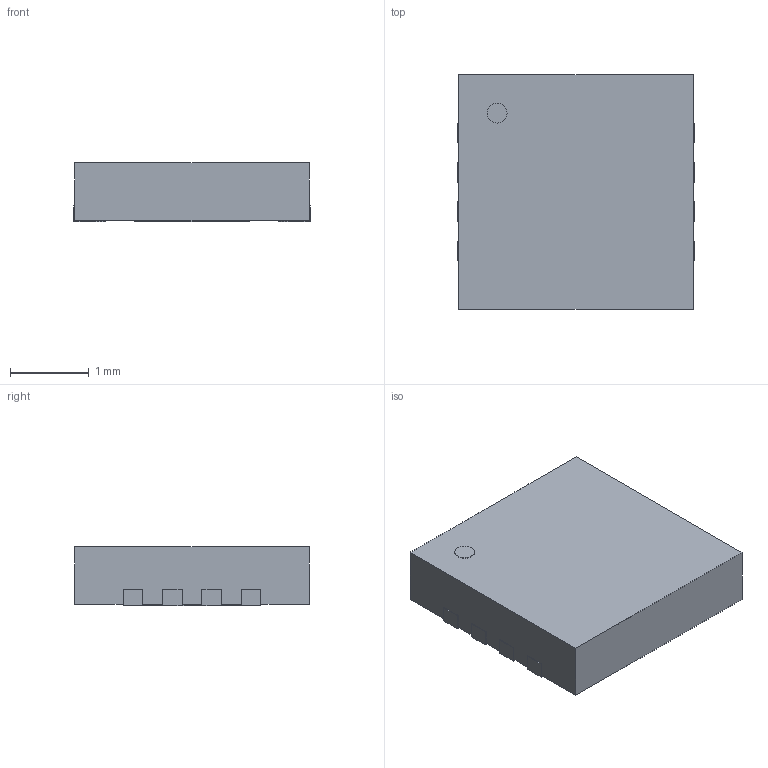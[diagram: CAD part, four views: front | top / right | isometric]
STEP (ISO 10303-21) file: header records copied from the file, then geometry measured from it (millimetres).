
FILE_DESCRIPTION(/* description */ ('model of LFCSP-8-1EP_3x3mm_P0.5mm_EP1.45x1.74mm'),/* implementation_level */ '2;1');
FILE_NAME(/* name */ 'LFCSP-8-1EP_3x3mm_P0.5mm_EP1.45x1.74mm.step',/* time_stamp */ '2023-01-04T11:48:13',/* author */ ('KiCAD','kicad'),/* organization */ ('OCCT'),/* preprocessor_version */ '',/* originating_system */ 'KiCAD',/* authorisation */ '');
FILE_SCHEMA(('AUTOMOTIVE_DESIGN { 1 0 10303 214 1 1 1 1 }'));
Length unit declared in the file: millimetre
Products named in the file (9): CQ assembly; b90dc85a-8c68-11ed-89d9-acde48001122; b90dc85a-8c68-11ed-89d9-acde48001122_part; b90dcca6-8c68-11ed-89d9-acde48001122; b90dcca6-8c68-11ed-89d9-acde48001122_part; b90dcdfa-8c68-11ed-89d9-acde48001122; b90dcdfa-8c68-11ed-89d9-acde48001122_part; b90dcec2-8c68-11ed-89d9-acde48001122; b90dcec2-8c68-11ed-89d9-acde48001122_part
Assembly tree (8 placements, depth 4):
  CQ assembly
    b90dc85a-8c68-11ed-89d9-acde48001122
      b90dc85a-8c68-11ed-89d9-acde48001122_part
      b90dcca6-8c68-11ed-89d9-acde48001122
        b90dcca6-8c68-11ed-89d9-acde48001122_part
      b90dcdfa-8c68-11ed-89d9-acde48001122
        b90dcdfa-8c68-11ed-89d9-acde48001122_part
      b90dcec2-8c68-11ed-89d9-acde48001122
        b90dcec2-8c68-11ed-89d9-acde48001122_part
Bounding box: 3 x 2.98 x 0.76 mm (x, y, z)
Volume: 6.6 mm3; surface area: 36 mm2
Topology: 11 solids, 11 shells, 102 faces, 237 edges, 158 vertices
Faces by surface type: plane 85, cylinder 17
Full cylindrical faces by diameter (mm): 0.25 x1
Entity records: 3092 total; most frequent: CARTESIAN_POINT 506, DIRECTION 493, ORIENTED_EDGE 474, EDGE_CURVE 237, LINE 203, VECTOR 203, VERTEX_POINT 158, AXIS2_PLACEMENT_3D 145
